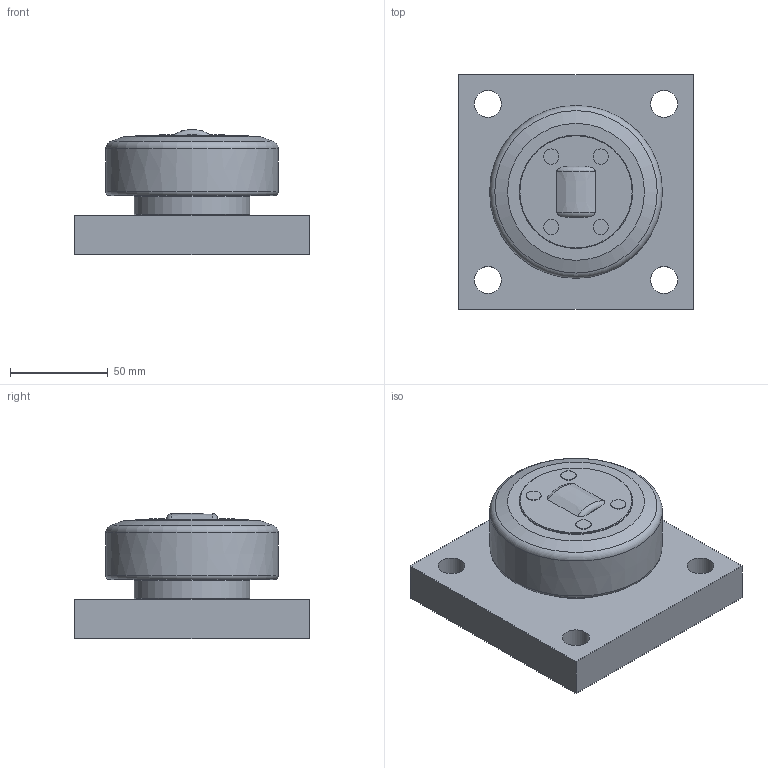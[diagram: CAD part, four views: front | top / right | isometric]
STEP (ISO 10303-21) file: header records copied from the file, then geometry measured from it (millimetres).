
FILE_DESCRIPTION((''),'2;1');
FILE_NAME('TR 090.0200 BQ1000.stp','2013-09-26T14:41:29',('hipp'),(''),'Autodesk Inventor 2013','Autodesk Inventor 2013','');
FILE_SCHEMA(('AUTOMOTIVE_DESIGN { 1 0 10303 214 1 1 1 1 }'));
Length unit declared in the file: millimetre
Products named in the file (1): TR 090.0200 BQ1000_Shrinkwrap_1
Bounding box: 120 x 120 x 64 mm (x, y, z)
Volume: 471935.8 mm3; surface area: 59940 mm2
Topology: 1 solids, 2 shells, 45 faces, 95 edges, 65 vertices
Faces by surface type: plane 19, cylinder 14, cone 6, torus 4, bspline 2
Full cylindrical faces by diameter (mm): 2.5 x1, 7.8 x4, 13.835 x4, 45 x1, 55.3 x1, 58 x1, 59 x1
Entity records: 1205 total; most frequent: CARTESIAN_POINT 277, DIRECTION 182, ORIENTED_EDGE 122, EDGE_LOOP 86, AXIS2_PLACEMENT_3D 84, EDGE_CURVE 61, VERTEX_POINT 53, STYLED_ITEM 46
